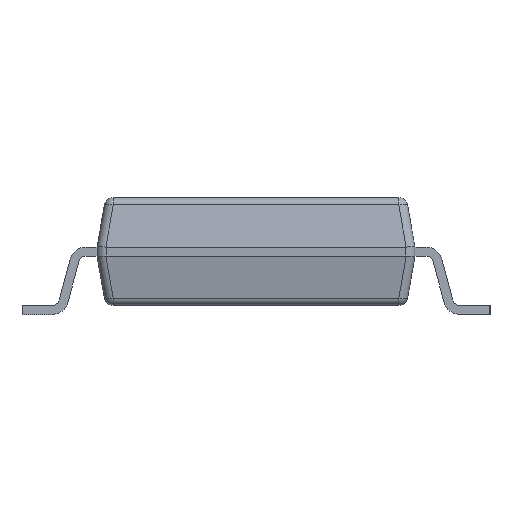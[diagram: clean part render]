
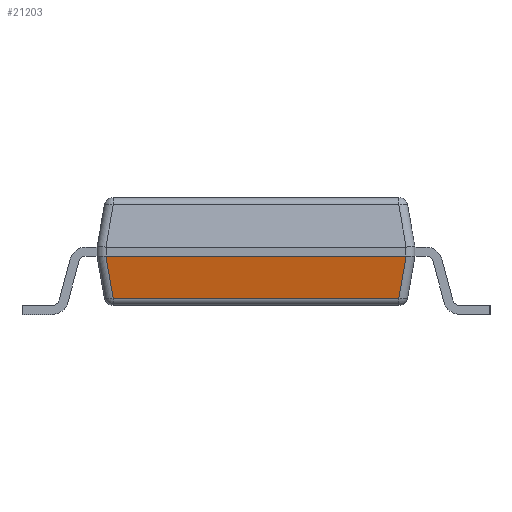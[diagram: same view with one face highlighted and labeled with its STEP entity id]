
A CAD part, left-side view. The second image highlights one B-rep face of the part: STEP entity #21203.
In plain terms, the highlighted planar face has unit normal (-0.985, 0, -0.174).
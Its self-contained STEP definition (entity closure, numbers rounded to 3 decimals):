
#60 = FACE_OUTER_BOUND ( 'NONE', #16024, .T. ) ;
#136 = CARTESIAN_POINT ( 'NONE',  ( -4.1, 2.5, 0.975 ) ) ;
#284 = CARTESIAN_POINT ( 'NONE',  ( -4.104, 2.507, 1. ) ) ;
#411 = EDGE_CURVE ( 'NONE', #4148, #10824, #27715, .T. ) ;
#512 = ORIENTED_EDGE ( 'NONE', *, *, #4910, .T. ) ;
#663 = CARTESIAN_POINT ( 'NONE',  ( -4.1, -2.5, 0.975 ) ) ;
#714 = CARTESIAN_POINT ( 'NONE',  ( -4.1, 2.502, 0.975 ) ) ;
#820 = ORIENTED_EDGE ( 'NONE', *, *, #10022, .T. ) ;
#898 = CARTESIAN_POINT ( 'NONE',  ( -4.1, -2.5, 0.975 ) ) ;
#1990 = EDGE_CURVE ( 'NONE', #4148, #18889, #15786, .T. ) ;
#2537 = ORIENTED_EDGE ( 'NONE', *, *, #4319, .T. ) ;
#3284 = CARTESIAN_POINT ( 'NONE',  ( -3.976, 2.379, 0.274 ) ) ;
#3398 = LINE ( 'NONE', #16718, #6767 ) ;
#4148 = VERTEX_POINT ( 'NONE', #136 ) ;
#4319 = EDGE_CURVE ( 'NONE', #19688, #10824, #25467, .T. ) ;
#4467 = DIRECTION ( 'NONE',  ( 0.171, -0.171, -0.97 ) ) ;
#4735 = CARTESIAN_POINT ( 'NONE',  ( -4.1, -2.501, 0.975 ) ) ;
#4810 = CARTESIAN_POINT ( 'NONE',  ( -4.1, 2.502, 0.975 ) ) ;
#4910 = EDGE_CURVE ( 'NONE', #11841, #8840, #25525, .T. ) ;
#5185 = DIRECTION ( 'NONE',  ( 0.985, 0., 0.174 ) ) ;
#5428 = EDGE_CURVE ( 'NONE', #8840, #19688, #3398, .T. ) ;
#5930 = CARTESIAN_POINT ( 'NONE',  ( -3.976, -2.505, 0.274 ) ) ;
#6767 = VECTOR ( 'NONE', #9705, 1000. ) ;
#7219 = CARTESIAN_POINT ( 'NONE',  ( -4.1, 2.502, 0.975 ) ) ;
#8840 = VERTEX_POINT ( 'NONE', #17590 ) ;
#9705 = DIRECTION ( 'NONE',  ( -0.171, -0.171, 0.97 ) ) ;
#10022 = EDGE_CURVE ( 'NONE', #18889, #11841, #17367, .T. ) ;
#10824 = VERTEX_POINT ( 'NONE', #898 ) ;
#11577 = CARTESIAN_POINT ( 'NONE',  ( -4.1, -2.502, 0.975 ) ) ;
#11841 = VERTEX_POINT ( 'NONE', #3284 ) ;
#14730 = CARTESIAN_POINT ( 'NONE',  ( -4.1, 2.65, 0.975 ) ) ;
#15442 = VECTOR ( 'NONE', #23425, 1000. ) ;
#15786 =( BOUNDED_CURVE ( )  B_SPLINE_CURVE ( 3, ( #15846, #22532, #4810, #7219 ),
 .UNSPECIFIED., .F., .F. ) 
 B_SPLINE_CURVE_WITH_KNOTS ( ( 4, 4 ),
 ( 3.142, 3.157 ),
 .UNSPECIFIED. ) 
 CURVE ( )  GEOMETRIC_REPRESENTATION_ITEM ( )  RATIONAL_B_SPLINE_CURVE ( ( 1., 1., 1., 1. ) ) 
 REPRESENTATION_ITEM ( '' )  );
#15846 = CARTESIAN_POINT ( 'NONE',  ( -4.1, 2.5, 0.975 ) ) ;
#16024 = EDGE_LOOP ( 'NONE', ( #27865, #21499, #820, #512, #28245, #2537 ) ) ;
#16718 = CARTESIAN_POINT ( 'NONE',  ( -3.949, -2.351, 0.12 ) ) ;
#16984 = VECTOR ( 'NONE', #4467, 1000. ) ;
#17367 = LINE ( 'NONE', #284, #16984 ) ;
#17590 = CARTESIAN_POINT ( 'NONE',  ( -3.976, -2.379, 0.274 ) ) ;
#18155 = CARTESIAN_POINT ( 'NONE',  ( -4.1, -2.502, 0.975 ) ) ;
#18305 = AXIS2_PLACEMENT_3D ( 'NONE', #20456, #5185, #24605 ) ;
#18589 = CARTESIAN_POINT ( 'NONE',  ( -4.1, -2.502, 0.975 ) ) ;
#18889 = VERTEX_POINT ( 'NONE', #714 ) ;
#19688 = VERTEX_POINT ( 'NONE', #18589 ) ;
#19711 = VECTOR ( 'NONE', #27802, 1000. ) ;
#20456 = CARTESIAN_POINT ( 'NONE',  ( -4.1, 2.65, 0.975 ) ) ;
#21203 = ADVANCED_FACE ( 'NONE', ( #60 ), #21706, .F. ) ;
#21499 = ORIENTED_EDGE ( 'NONE', *, *, #1990, .T. ) ;
#21706 = PLANE ( 'NONE',  #18305 ) ;
#22532 = CARTESIAN_POINT ( 'NONE',  ( -4.1, 2.501, 0.975 ) ) ;
#23425 = DIRECTION ( 'NONE',  ( 0., -1., 0. ) ) ;
#24605 = DIRECTION ( 'NONE',  ( 0., -1., 0. ) ) ;
#25467 =( BOUNDED_CURVE ( )  B_SPLINE_CURVE ( 3, ( #11577, #18155, #4735, #663 ),
 .UNSPECIFIED., .F., .F. ) 
 B_SPLINE_CURVE_WITH_KNOTS ( ( 4, 4 ),
 ( 3.127, 3.142 ),
 .UNSPECIFIED. ) 
 CURVE ( )  GEOMETRIC_REPRESENTATION_ITEM ( )  RATIONAL_B_SPLINE_CURVE ( ( 1., 1., 1., 1. ) ) 
 REPRESENTATION_ITEM ( '' )  );
#25525 = LINE ( 'NONE', #5930, #19711 ) ;
#27715 = LINE ( 'NONE', #14730, #15442 ) ;
#27802 = DIRECTION ( 'NONE',  ( 0., -1., 0. ) ) ;
#27865 = ORIENTED_EDGE ( 'NONE', *, *, #411, .F. ) ;
#28245 = ORIENTED_EDGE ( 'NONE', *, *, #5428, .T. ) ;
